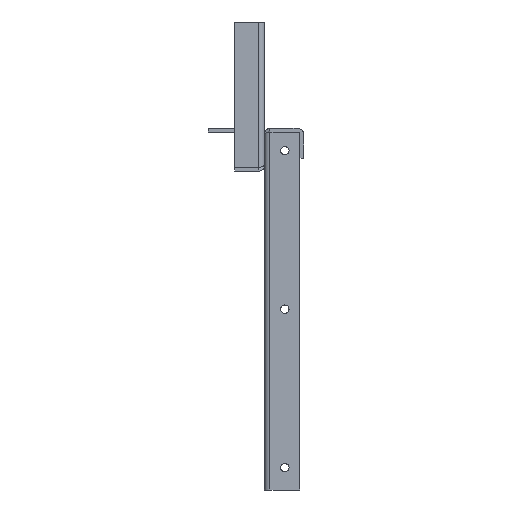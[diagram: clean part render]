
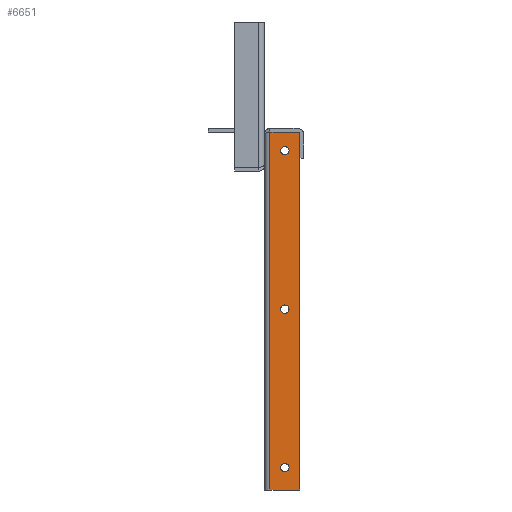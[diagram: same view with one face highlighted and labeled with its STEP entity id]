
A CAD part, left-side view. The second image highlights one B-rep face of the part: STEP entity #6651.
In plain terms, the highlighted planar face has unit normal (-1, 0, 0).
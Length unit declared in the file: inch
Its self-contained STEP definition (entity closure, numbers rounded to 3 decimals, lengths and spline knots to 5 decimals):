
#12 = ORIENTED_EDGE ( 'NONE', *, *, #4510, .T. ) ;
#335 = VERTEX_POINT ( 'NONE', #7068 ) ;
#413 = CIRCLE ( 'NONE', #4779, 0.1405 ) ;
#501 = DIRECTION ( 'NONE',  ( 1., 0., 0. ) ) ;
#525 = VERTEX_POINT ( 'NONE', #3158 ) ;
#532 = DIRECTION ( 'NONE',  ( 0., 1., 0. ) ) ;
#582 = FACE_OUTER_BOUND ( 'NONE', #6270, .T. ) ;
#699 = EDGE_CURVE ( 'NONE', #3155, #5868, #7964, .T. ) ;
#768 = DIRECTION ( 'NONE',  ( 1., 0., 0. ) ) ;
#778 = CARTESIAN_POINT ( 'NONE',  ( -7.625, -0.68625, -0.625 ) ) ;
#809 = CARTESIAN_POINT ( 'NONE',  ( -7.625, -0.68625, -0.625 ) ) ;
#854 = EDGE_CURVE ( 'NONE', #1692, #335, #1685, .T. ) ;
#1022 = LINE ( 'NONE', #6635, #1852 ) ;
#1087 = LINE ( 'NONE', #6608, #2541 ) ;
#1127 = CARTESIAN_POINT ( 'NONE',  ( -7.625, -0.68625, -11.25 ) ) ;
#1533 = ORIENTED_EDGE ( 'NONE', *, *, #5277, .T. ) ;
#1553 = DIRECTION ( 'NONE',  ( 1., 0., 0. ) ) ;
#1558 = VERTEX_POINT ( 'NONE', #3733 ) ;
#1571 = CIRCLE ( 'NONE', #5018, 0.1405 ) ;
#1685 = LINE ( 'NONE', #7898, #7973 ) ;
#1692 = VERTEX_POINT ( 'NONE', #3325 ) ;
#1852 = VECTOR ( 'NONE', #2863, 39.37008 ) ;
#2037 = DIRECTION ( 'NONE',  ( 0., 0., -1. ) ) ;
#2048 = ORIENTED_EDGE ( 'NONE', *, *, #4426, .F. ) ;
#2141 = AXIS2_PLACEMENT_3D ( 'NONE', #1127, #501, #2037 ) ;
#2357 = CARTESIAN_POINT ( 'NONE',  ( -7.625, -0.125, -12. ) ) ;
#2518 = ORIENTED_EDGE ( 'NONE', *, *, #3842, .T. ) ;
#2541 = VECTOR ( 'NONE', #3468, 39.37008 ) ;
#2622 = DIRECTION ( 'NONE',  ( 1., 0., 0. ) ) ;
#2767 = ORIENTED_EDGE ( 'NONE', *, *, #5894, .T. ) ;
#2863 = DIRECTION ( 'NONE',  ( 0., 1., 0. ) ) ;
#2902 = CIRCLE ( 'NONE', #7537, 0.1405 ) ;
#2935 = DIRECTION ( 'NONE',  ( 0., 0., -1. ) ) ;
#3155 = VERTEX_POINT ( 'NONE', #6070 ) ;
#3158 = CARTESIAN_POINT ( 'NONE',  ( -7.625, -0.68625, -0.4845 ) ) ;
#3171 = FACE_BOUND ( 'NONE', #4533, .T. ) ;
#3223 = AXIS2_PLACEMENT_3D ( 'NONE', #6007, #768, #6583 ) ;
#3325 = CARTESIAN_POINT ( 'NONE',  ( -7.625, -1.1875, -12. ) ) ;
#3365 = VERTEX_POINT ( 'NONE', #4574 ) ;
#3468 = DIRECTION ( 'NONE',  ( 0., 0., 1. ) ) ;
#3521 = DIRECTION ( 'NONE',  ( 0., 0., 1. ) ) ;
#3532 = ORIENTED_EDGE ( 'NONE', *, *, #5184, .T. ) ;
#3600 = CARTESIAN_POINT ( 'NONE',  ( -7.625, -0.68625, -5.9375 ) ) ;
#3733 = CARTESIAN_POINT ( 'NONE',  ( -7.625, -0.68625, -0.7655 ) ) ;
#3842 = EDGE_CURVE ( 'NONE', #335, #7945, #1022, .T. ) ;
#3992 = CARTESIAN_POINT ( 'NONE',  ( -7.625, -0.185, -0.00011 ) ) ;
#4082 = EDGE_LOOP ( 'NONE', ( #2767, #5389 ) ) ;
#4083 = CARTESIAN_POINT ( 'NONE',  ( -7.625, -0.185, -12. ) ) ;
#4301 = CARTESIAN_POINT ( 'NONE',  ( -7.625, -0.68625, -11.3905 ) ) ;
#4407 = CARTESIAN_POINT ( 'NONE',  ( -7.625, -0.125, -12. ) ) ;
#4413 = DIRECTION ( 'NONE',  ( 0., 0., -1. ) ) ;
#4426 = EDGE_CURVE ( 'NONE', #7129, #7945, #1087, .T. ) ;
#4510 = EDGE_CURVE ( 'NONE', #4913, #3365, #5719, .T. ) ;
#4520 = EDGE_CURVE ( 'NONE', #525, #1558, #413, .T. ) ;
#4533 = EDGE_LOOP ( 'NONE', ( #12, #3532 ) ) ;
#4574 = CARTESIAN_POINT ( 'NONE',  ( -7.625, -0.68625, -11.1095 ) ) ;
#4779 = AXIS2_PLACEMENT_3D ( 'NONE', #778, #7564, #4413 ) ;
#4892 = ORIENTED_EDGE ( 'NONE', *, *, #854, .T. ) ;
#4913 = VERTEX_POINT ( 'NONE', #4301 ) ;
#4976 = LINE ( 'NONE', #2357, #6377 ) ;
#5018 = AXIS2_PLACEMENT_3D ( 'NONE', #3600, #2622, #7682 ) ;
#5184 = EDGE_CURVE ( 'NONE', #3365, #4913, #2902, .T. ) ;
#5277 = EDGE_CURVE ( 'NONE', #5868, #3155, #1571, .T. ) ;
#5389 = ORIENTED_EDGE ( 'NONE', *, *, #4520, .T. ) ;
#5562 = CIRCLE ( 'NONE', #7809, 0.1405 ) ;
#5592 = EDGE_LOOP ( 'NONE', ( #8074, #1533 ) ) ;
#5645 = FACE_BOUND ( 'NONE', #4082, .T. ) ;
#5655 = ORIENTED_EDGE ( 'NONE', *, *, #6944, .F. ) ;
#5690 = DIRECTION ( 'NONE',  ( -1., 0., 0. ) ) ;
#5719 = CIRCLE ( 'NONE', #2141, 0.1405 ) ;
#5868 = VERTEX_POINT ( 'NONE', #7285 ) ;
#5894 = EDGE_CURVE ( 'NONE', #1558, #525, #5562, .T. ) ;
#6007 = CARTESIAN_POINT ( 'NONE',  ( -7.625, -0.68625, -5.9375 ) ) ;
#6037 = CARTESIAN_POINT ( 'NONE',  ( -7.625, -0.68625, -11.25 ) ) ;
#6070 = CARTESIAN_POINT ( 'NONE',  ( -7.625, -0.68625, -6.078 ) ) ;
#6270 = EDGE_LOOP ( 'NONE', ( #5655, #4892, #2518, #2048 ) ) ;
#6377 = VECTOR ( 'NONE', #532, 39.37008 ) ;
#6583 = DIRECTION ( 'NONE',  ( 0., 0., -1. ) ) ;
#6608 = CARTESIAN_POINT ( 'NONE',  ( -7.625, -0.185, -0.06 ) ) ;
#6635 = CARTESIAN_POINT ( 'NONE',  ( -7.625, -0.125, -0.00011 ) ) ;
#6651 = ADVANCED_FACE ( 'NONE', ( #582, #5645, #8176, #3171 ), #7554, .T. ) ;
#6944 = EDGE_CURVE ( 'NONE', #1692, #7129, #4976, .T. ) ;
#7068 = CARTESIAN_POINT ( 'NONE',  ( -7.625, -1.1875, -0.00011 ) ) ;
#7129 = VERTEX_POINT ( 'NONE', #4083 ) ;
#7201 = DIRECTION ( 'NONE',  ( 0., 0., -1. ) ) ;
#7277 = DIRECTION ( 'NONE',  ( 1., 0., 0. ) ) ;
#7284 = AXIS2_PLACEMENT_3D ( 'NONE', #4407, #5690, #7601 ) ;
#7285 = CARTESIAN_POINT ( 'NONE',  ( -7.625, -0.68625, -5.797 ) ) ;
#7537 = AXIS2_PLACEMENT_3D ( 'NONE', #6037, #7277, #2935 ) ;
#7554 = PLANE ( 'NONE',  #7284 ) ;
#7564 = DIRECTION ( 'NONE',  ( 1., 0., 0. ) ) ;
#7601 = DIRECTION ( 'NONE',  ( 0., 0., -1. ) ) ;
#7682 = DIRECTION ( 'NONE',  ( 0., 0., -1. ) ) ;
#7809 = AXIS2_PLACEMENT_3D ( 'NONE', #809, #1553, #7201 ) ;
#7898 = CARTESIAN_POINT ( 'NONE',  ( -7.625, -1.1875, -12. ) ) ;
#7945 = VERTEX_POINT ( 'NONE', #3992 ) ;
#7964 = CIRCLE ( 'NONE', #3223, 0.1405 ) ;
#7973 = VECTOR ( 'NONE', #3521, 39.37008 ) ;
#8074 = ORIENTED_EDGE ( 'NONE', *, *, #699, .T. ) ;
#8176 = FACE_BOUND ( 'NONE', #5592, .T. ) ;
